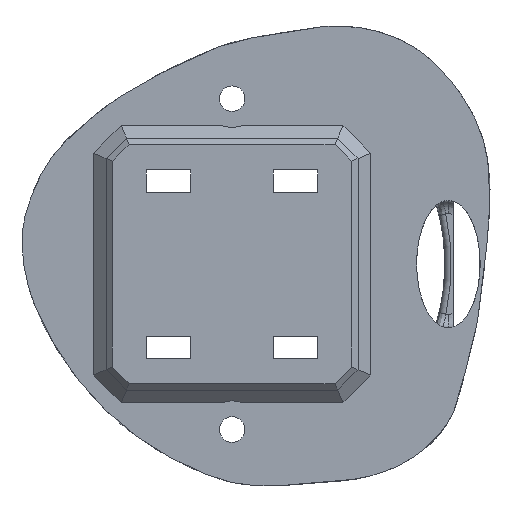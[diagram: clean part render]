
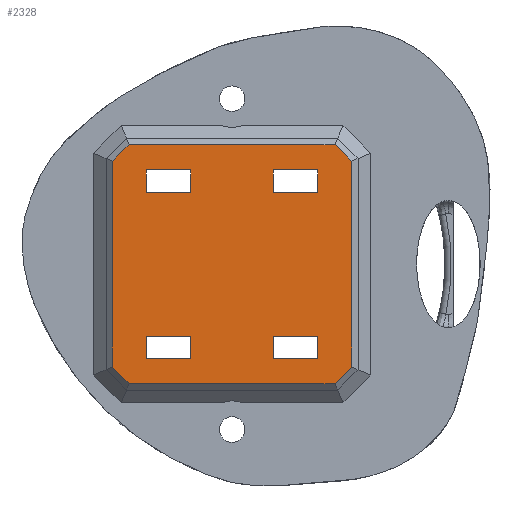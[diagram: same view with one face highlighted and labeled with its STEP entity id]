
A CAD part, front view. The second image highlights one B-rep face of the part: STEP entity #2328.
In plain terms, the highlighted planar face has unit normal (0, -1, 0).
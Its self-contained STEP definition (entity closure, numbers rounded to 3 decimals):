
#459=DIRECTION('',(-1.,0.,0.));
#460=VECTOR('',#459,7.);
#461=CARTESIAN_POINT('',(13.5,-12.,14.8));
#462=LINE('',#461,#460);
#463=DIRECTION('',(0.,0.,-1.));
#464=VECTOR('',#463,3.5);
#465=CARTESIAN_POINT('',(6.5,-12.,14.8));
#466=LINE('',#465,#464);
#467=DIRECTION('',(1.,0.,0.));
#468=VECTOR('',#467,7.);
#469=CARTESIAN_POINT('',(6.5,-12.,11.3));
#470=LINE('',#469,#468);
#471=DIRECTION('',(0.,0.,1.));
#472=VECTOR('',#471,3.5);
#473=CARTESIAN_POINT('',(13.5,-12.,11.3));
#474=LINE('',#473,#472);
#475=DIRECTION('',(-1.,0.,0.));
#476=VECTOR('',#475,7.);
#477=CARTESIAN_POINT('',(13.5,-12.,-11.3));
#478=LINE('',#477,#476);
#479=DIRECTION('',(0.,0.,-1.));
#480=VECTOR('',#479,3.5);
#481=CARTESIAN_POINT('',(6.5,-12.,-11.3));
#482=LINE('',#481,#480);
#483=DIRECTION('',(1.,0.,0.));
#484=VECTOR('',#483,7.);
#485=CARTESIAN_POINT('',(6.5,-12.,-14.8));
#486=LINE('',#485,#484);
#487=DIRECTION('',(0.,0.,1.));
#488=VECTOR('',#487,3.5);
#489=CARTESIAN_POINT('',(13.5,-12.,-14.8));
#490=LINE('',#489,#488);
#491=DIRECTION('',(0.,0.,1.));
#492=VECTOR('',#491,3.5);
#493=CARTESIAN_POINT('',(-6.5,-12.,11.3));
#494=LINE('',#493,#492);
#495=DIRECTION('',(-1.,0.,0.));
#496=VECTOR('',#495,7.);
#497=CARTESIAN_POINT('',(-6.5,-12.,14.8));
#498=LINE('',#497,#496);
#499=DIRECTION('',(0.,0.,-1.));
#500=VECTOR('',#499,3.5);
#501=CARTESIAN_POINT('',(-13.5,-12.,14.8));
#502=LINE('',#501,#500);
#503=DIRECTION('',(1.,0.,0.));
#504=VECTOR('',#503,7.);
#505=CARTESIAN_POINT('',(-13.5,-12.,11.3));
#506=LINE('',#505,#504);
#507=DIRECTION('',(-1.,0.,0.));
#508=VECTOR('',#507,7.);
#509=CARTESIAN_POINT('',(-6.5,-12.,-11.3));
#510=LINE('',#509,#508);
#511=DIRECTION('',(0.,0.,-1.));
#512=VECTOR('',#511,3.5);
#513=CARTESIAN_POINT('',(-13.5,-12.,-11.3));
#514=LINE('',#513,#512);
#515=DIRECTION('',(1.,0.,0.));
#516=VECTOR('',#515,7.);
#517=CARTESIAN_POINT('',(-13.5,-12.,-14.8));
#518=LINE('',#517,#516);
#519=DIRECTION('',(0.,0.,1.));
#520=VECTOR('',#519,3.5);
#521=CARTESIAN_POINT('',(-6.5,-12.,-14.8));
#522=LINE('',#521,#520);
#523=DIRECTION('',(0.,0.,-1.));
#524=VECTOR('',#523,32.372);
#525=CARTESIAN_POINT('',(-18.8,-12.,16.186));
#526=LINE('',#525,#524);
#527=DIRECTION('',(-0.707,0.,-0.707));
#528=VECTOR('',#527,3.697);
#529=CARTESIAN_POINT('',(-16.186,-12.,18.8));
#530=LINE('',#529,#528);
#531=DIRECTION('',(-1.,0.,0.));
#532=VECTOR('',#531,32.372);
#533=CARTESIAN_POINT('',(16.186,-12.,18.8));
#534=LINE('',#533,#532);
#535=DIRECTION('',(-0.707,0.,0.707));
#536=VECTOR('',#535,3.697);
#537=CARTESIAN_POINT('',(18.8,-12.,16.186));
#538=LINE('',#537,#536);
#539=DIRECTION('',(0.,0.,1.));
#540=VECTOR('',#539,32.372);
#541=CARTESIAN_POINT('',(18.8,-12.,-16.186));
#542=LINE('',#541,#540);
#543=DIRECTION('',(0.707,0.,0.707));
#544=VECTOR('',#543,3.697);
#545=CARTESIAN_POINT('',(16.186,-12.,-18.8));
#546=LINE('',#545,#544);
#547=DIRECTION('',(1.,0.,0.));
#548=VECTOR('',#547,32.372);
#549=CARTESIAN_POINT('',(-16.186,-12.,-18.8));
#550=LINE('',#549,#548);
#551=DIRECTION('',(0.707,0.,-0.707));
#552=VECTOR('',#551,3.697);
#553=CARTESIAN_POINT('',(-18.8,-12.,-16.186));
#554=LINE('',#553,#552);
#1606=CARTESIAN_POINT('',(13.5,-12.,14.8));
#1607=CARTESIAN_POINT('',(6.5,-12.,14.8));
#1608=VERTEX_POINT('',#1606);
#1609=VERTEX_POINT('',#1607);
#1610=CARTESIAN_POINT('',(6.5,-12.,11.3));
#1611=VERTEX_POINT('',#1610);
#1612=CARTESIAN_POINT('',(13.5,-12.,11.3));
#1613=VERTEX_POINT('',#1612);
#1614=CARTESIAN_POINT('',(13.5,-12.,-11.3));
#1615=CARTESIAN_POINT('',(6.5,-12.,-11.3));
#1616=VERTEX_POINT('',#1614);
#1617=VERTEX_POINT('',#1615);
#1618=CARTESIAN_POINT('',(6.5,-12.,-14.8));
#1619=VERTEX_POINT('',#1618);
#1620=CARTESIAN_POINT('',(13.5,-12.,-14.8));
#1621=VERTEX_POINT('',#1620);
#1622=CARTESIAN_POINT('',(-6.5,-12.,11.3));
#1623=CARTESIAN_POINT('',(-6.5,-12.,14.8));
#1624=VERTEX_POINT('',#1622);
#1625=VERTEX_POINT('',#1623);
#1626=CARTESIAN_POINT('',(-13.5,-12.,14.8));
#1627=VERTEX_POINT('',#1626);
#1628=CARTESIAN_POINT('',(-13.5,-12.,11.3));
#1629=VERTEX_POINT('',#1628);
#1630=CARTESIAN_POINT('',(-6.5,-12.,-11.3));
#1631=CARTESIAN_POINT('',(-13.5,-12.,-11.3));
#1632=VERTEX_POINT('',#1630);
#1633=VERTEX_POINT('',#1631);
#1634=CARTESIAN_POINT('',(-13.5,-12.,-14.8));
#1635=VERTEX_POINT('',#1634);
#1636=CARTESIAN_POINT('',(-6.5,-12.,-14.8));
#1637=VERTEX_POINT('',#1636);
#1818=CARTESIAN_POINT('',(-18.8,-12.,16.186));
#1819=CARTESIAN_POINT('',(-18.8,-12.,-16.186));
#1820=VERTEX_POINT('',#1818);
#1821=VERTEX_POINT('',#1819);
#1824=CARTESIAN_POINT('',(-16.186,-12.,-18.8));
#1825=VERTEX_POINT('',#1824);
#1828=CARTESIAN_POINT('',(16.186,-12.,-18.8));
#1829=VERTEX_POINT('',#1828);
#1832=CARTESIAN_POINT('',(18.8,-12.,-16.186));
#1833=VERTEX_POINT('',#1832);
#1836=CARTESIAN_POINT('',(18.8,-12.,16.186));
#1837=VERTEX_POINT('',#1836);
#1838=CARTESIAN_POINT('',(16.186,-12.,18.8));
#1839=VERTEX_POINT('',#1838);
#1844=CARTESIAN_POINT('',(-16.186,-12.,18.8));
#1845=VERTEX_POINT('',#1844);
#2269=CARTESIAN_POINT('',(0.,-12.,0.));
#2270=DIRECTION('',(0.,-1.,0.));
#2271=DIRECTION('',(0.,0.,-1.));
#2272=AXIS2_PLACEMENT_3D('',#2269,#2270,#2271);
#2273=PLANE('',#2272);
#2275=ORIENTED_EDGE('',*,*,#2274,.F.);
#2277=ORIENTED_EDGE('',*,*,#2276,.F.);
#2279=ORIENTED_EDGE('',*,*,#2278,.F.);
#2281=ORIENTED_EDGE('',*,*,#2280,.F.);
#2283=ORIENTED_EDGE('',*,*,#2282,.F.);
#2285=ORIENTED_EDGE('',*,*,#2284,.F.);
#2287=ORIENTED_EDGE('',*,*,#2286,.F.);
#2289=ORIENTED_EDGE('',*,*,#2288,.F.);
#2290=EDGE_LOOP('',(#2275,#2277,#2279,#2281,#2283,#2285,#2287,#2289));
#2291=FACE_OUTER_BOUND('',#2290,.F.);
#2293=ORIENTED_EDGE('',*,*,#2292,.T.);
#2295=ORIENTED_EDGE('',*,*,#2294,.T.);
#2297=ORIENTED_EDGE('',*,*,#2296,.T.);
#2299=ORIENTED_EDGE('',*,*,#2298,.T.);
#2300=EDGE_LOOP('',(#2293,#2295,#2297,#2299));
#2301=FACE_BOUND('',#2300,.F.);
#2303=ORIENTED_EDGE('',*,*,#2302,.T.);
#2305=ORIENTED_EDGE('',*,*,#2304,.T.);
#2307=ORIENTED_EDGE('',*,*,#2306,.T.);
#2309=ORIENTED_EDGE('',*,*,#2308,.T.);
#2310=EDGE_LOOP('',(#2303,#2305,#2307,#2309));
#2311=FACE_BOUND('',#2310,.F.);
#2313=ORIENTED_EDGE('',*,*,#2312,.T.);
#2315=ORIENTED_EDGE('',*,*,#2314,.T.);
#2317=ORIENTED_EDGE('',*,*,#2316,.T.);
#2319=ORIENTED_EDGE('',*,*,#2318,.T.);
#2320=EDGE_LOOP('',(#2313,#2315,#2317,#2319));
#2321=FACE_BOUND('',#2320,.F.);
#2322=ORIENTED_EDGE('',*,*,#2209,.T.);
#2323=ORIENTED_EDGE('',*,*,#2230,.T.);
#2324=ORIENTED_EDGE('',*,*,#2244,.T.);
#2325=ORIENTED_EDGE('',*,*,#2263,.T.);
#2326=EDGE_LOOP('',(#2322,#2323,#2324,#2325));
#2327=FACE_BOUND('',#2326,.F.);
#2328=ADVANCED_FACE('',(#2291,#2301,#2311,#2321,#2327),#2273,.T.);
#2209=EDGE_CURVE('',#1608,#1609,#462,.T.);
#2230=EDGE_CURVE('',#1609,#1611,#466,.T.);
#2244=EDGE_CURVE('',#1611,#1613,#470,.T.);
#2263=EDGE_CURVE('',#1613,#1608,#474,.T.);
#2274=EDGE_CURVE('',#1820,#1821,#526,.T.);
#2276=EDGE_CURVE('',#1845,#1820,#530,.T.);
#2278=EDGE_CURVE('',#1839,#1845,#534,.T.);
#2280=EDGE_CURVE('',#1837,#1839,#538,.T.);
#2282=EDGE_CURVE('',#1833,#1837,#542,.T.);
#2284=EDGE_CURVE('',#1829,#1833,#546,.T.);
#2286=EDGE_CURVE('',#1825,#1829,#550,.T.);
#2288=EDGE_CURVE('',#1821,#1825,#554,.T.);
#2292=EDGE_CURVE('',#1616,#1617,#478,.T.);
#2294=EDGE_CURVE('',#1617,#1619,#482,.T.);
#2296=EDGE_CURVE('',#1619,#1621,#486,.T.);
#2298=EDGE_CURVE('',#1621,#1616,#490,.T.);
#2302=EDGE_CURVE('',#1624,#1625,#494,.T.);
#2304=EDGE_CURVE('',#1625,#1627,#498,.T.);
#2306=EDGE_CURVE('',#1627,#1629,#502,.T.);
#2308=EDGE_CURVE('',#1629,#1624,#506,.T.);
#2312=EDGE_CURVE('',#1632,#1633,#510,.T.);
#2314=EDGE_CURVE('',#1633,#1635,#514,.T.);
#2316=EDGE_CURVE('',#1635,#1637,#518,.T.);
#2318=EDGE_CURVE('',#1637,#1632,#522,.T.);
